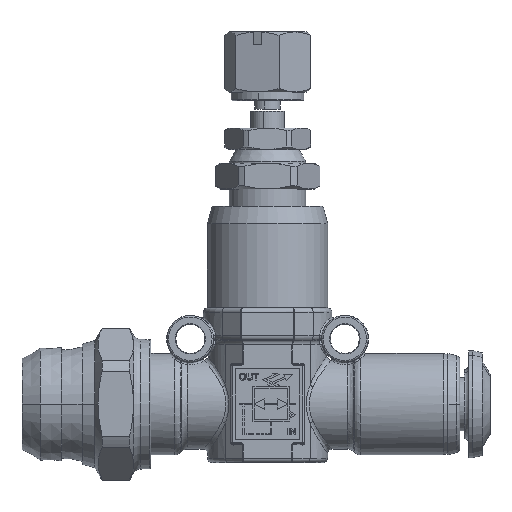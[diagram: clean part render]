
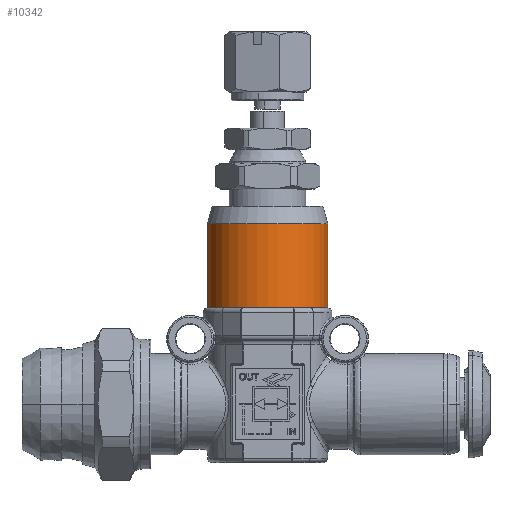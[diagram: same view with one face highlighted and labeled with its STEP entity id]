
A CAD part, top view. The second image highlights one B-rep face of the part: STEP entity #10342.
In plain terms, the highlighted cylindrical face has radius 7 mm (diameter 14 mm), a partial arc.
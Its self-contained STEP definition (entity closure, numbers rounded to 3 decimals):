
#898 = DIRECTION ( 'NONE',  ( -1., 0., 0. ) ) ;
#1907 = CARTESIAN_POINT ( 'NONE',  ( -7., 11.3, 0. ) ) ;
#2248 = DIRECTION ( 'NONE',  ( 0., -1., 0. ) ) ;
#2370 = DIRECTION ( 'NONE',  ( -1., 0., 0. ) ) ;
#3341 = CARTESIAN_POINT ( 'NONE',  ( -7., -1.05, 0. ) ) ;
#5864 = ORIENTED_EDGE ( 'NONE', *, *, #12915, .F. ) ;
#5978 = ORIENTED_EDGE ( 'NONE', *, *, #32563, .T. ) ;
#7406 = CARTESIAN_POINT ( 'NONE',  ( 7., 20.997, 0. ) ) ;
#7642 = FACE_OUTER_BOUND ( 'NONE', #15140, .T. ) ;
#8044 = VERTEX_POINT ( 'NONE', #8686 ) ;
#8686 = CARTESIAN_POINT ( 'NONE',  ( -7., 20.997, 0. ) ) ;
#9443 = VECTOR ( 'NONE', #15220, 1000. ) ;
#9669 = CARTESIAN_POINT ( 'NONE',  ( 0., 11.3, 0. ) ) ;
#10342 = ADVANCED_FACE ( 'NONE', ( #7642 ), #11250, .T. ) ;
#11250 = CYLINDRICAL_SURFACE ( 'NONE', #25541, 7. ) ;
#11462 = AXIS2_PLACEMENT_3D ( 'NONE', #9669, #27668, #12230 ) ;
#12230 = DIRECTION ( 'NONE',  ( -1., 0., 0. ) ) ;
#12611 = EDGE_CURVE ( 'NONE', #29648, #19986, #29171, .T. ) ;
#12915 = EDGE_CURVE ( 'NONE', #19986, #32889, #26298, .T. ) ;
#15140 = EDGE_LOOP ( 'NONE', ( #24495, #5978, #30199, #5864 ) ) ;
#15220 = DIRECTION ( 'NONE',  ( 0., -1., 0. ) ) ;
#15520 = VECTOR ( 'NONE', #23990, 1000. ) ;
#16386 = DIRECTION ( 'NONE',  ( 0., -1., 0. ) ) ;
#18661 = AXIS2_PLACEMENT_3D ( 'NONE', #31671, #16386, #898 ) ;
#19986 = VERTEX_POINT ( 'NONE', #32937 ) ;
#23990 = DIRECTION ( 'NONE',  ( 0., -1., 0. ) ) ;
#24495 = ORIENTED_EDGE ( 'NONE', *, *, #12611, .F. ) ;
#25541 = AXIS2_PLACEMENT_3D ( 'NONE', #30510, #2248, #2370 ) ;
#26298 = CIRCLE ( 'NONE', #11462, 7. ) ;
#27668 = DIRECTION ( 'NONE',  ( 0., -1., 0. ) ) ;
#29171 = LINE ( 'NONE', #30574, #9443 ) ;
#29214 = CIRCLE ( 'NONE', #18661, 7. ) ;
#29648 = VERTEX_POINT ( 'NONE', #7406 ) ;
#29985 = LINE ( 'NONE', #3341, #15520 ) ;
#30199 = ORIENTED_EDGE ( 'NONE', *, *, #31000, .T. ) ;
#30510 = CARTESIAN_POINT ( 'NONE',  ( 0., -1.05, 0. ) ) ;
#30574 = CARTESIAN_POINT ( 'NONE',  ( 7., -1.05, 0. ) ) ;
#31000 = EDGE_CURVE ( 'NONE', #8044, #32889, #29985, .T. ) ;
#31671 = CARTESIAN_POINT ( 'NONE',  ( 0., 20.997, 0. ) ) ;
#32563 = EDGE_CURVE ( 'NONE', #29648, #8044, #29214, .T. ) ;
#32889 = VERTEX_POINT ( 'NONE', #1907 ) ;
#32937 = CARTESIAN_POINT ( 'NONE',  ( 7., 11.3, 0. ) ) ;
